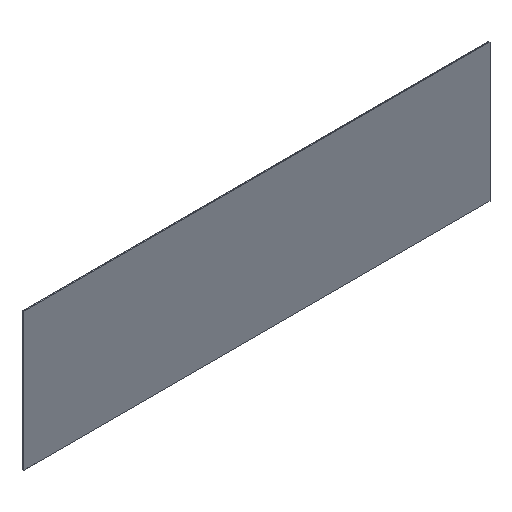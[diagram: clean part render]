
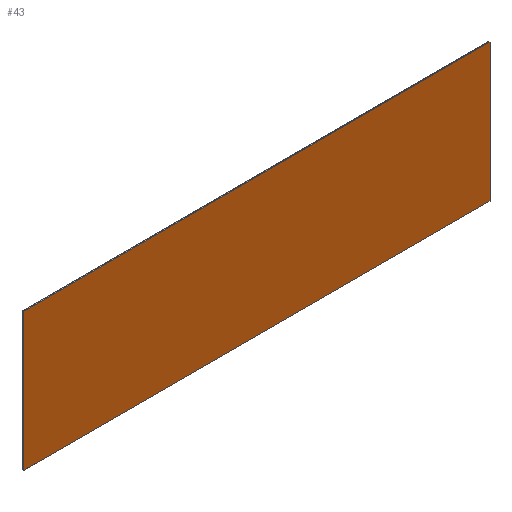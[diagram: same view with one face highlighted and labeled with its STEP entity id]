
A CAD part, isometric view. The second image highlights one B-rep face of the part: STEP entity #43.
In plain terms, the highlighted planar face has unit normal (0, -1, 0).
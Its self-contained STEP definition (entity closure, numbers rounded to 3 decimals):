
#43=ADVANCED_FACE($,(#57),#201,.T.);
#57=FACE_OUTER_BOUND($,#71,.T.);
#71=EDGE_LOOP($,(#85,#86,#87,#88));
#85=ORIENTED_EDGE($,*,*,#141,.T.);
#86=ORIENTED_EDGE($,*,*,#146,.T.);
#87=ORIENTED_EDGE($,*,*,#145,.T.);
#88=ORIENTED_EDGE($,*,*,#144,.T.);
#141=EDGE_CURVE($,#177,#181,#207,.T.);
#144=EDGE_CURVE($,#179,#177,#210,.T.);
#145=EDGE_CURVE($,#180,#179,#211,.T.);
#146=EDGE_CURVE($,#181,#180,#212,.T.);
#177=VERTEX_POINT($,#395);
#179=VERTEX_POINT($,#397);
#180=VERTEX_POINT($,#398);
#181=VERTEX_POINT($,#399);
#201=PLANE($,#337);
#207=B_SPLINE_CURVE_WITH_KNOTS($,1,(#365,#366),.UNSPECIFIED.,.F.,.F.,(2,
2),(0.,1986.),.UNSPECIFIED.);
#210=B_SPLINE_CURVE_WITH_KNOTS($,1,(#371,#372),.UNSPECIFIED.,.F.,.F.,(2,
2),(4558.,5144.),.UNSPECIFIED.);
#211=B_SPLINE_CURVE_WITH_KNOTS($,1,(#373,#374),.UNSPECIFIED.,.F.,.F.,(2,
2),(2572.,4558.),.UNSPECIFIED.);
#212=B_SPLINE_CURVE_WITH_KNOTS($,1,(#375,#376),.UNSPECIFIED.,.F.,.F.,(2,
2),(1986.,2572.),.UNSPECIFIED.);
#337=AXIS2_PLACEMENT_3D($,#389,#348,$);
#348=DIRECTION($,(0.,-1.,0.));
#365=CARTESIAN_POINT($,(74.871,-41.454,-160.718));
#366=CARTESIAN_POINT($,(2060.871,-41.454,-160.718));
#371=CARTESIAN_POINT($,(74.871,-41.454,425.282));
#372=CARTESIAN_POINT($,(74.871,-41.454,-160.718));
#373=CARTESIAN_POINT($,(2060.871,-41.454,425.282));
#374=CARTESIAN_POINT($,(74.871,-41.454,425.282));
#375=CARTESIAN_POINT($,(2060.871,-41.454,-160.718));
#376=CARTESIAN_POINT($,(2060.871,-41.454,425.282));
#389=CARTESIAN_POINT($,(74.871,-41.454,-160.718));
#395=CARTESIAN_POINT($,(74.871,-41.454,-160.718));
#397=CARTESIAN_POINT($,(74.871,-41.454,425.282));
#398=CARTESIAN_POINT($,(2060.871,-41.454,425.282));
#399=CARTESIAN_POINT($,(2060.871,-41.454,-160.718));
